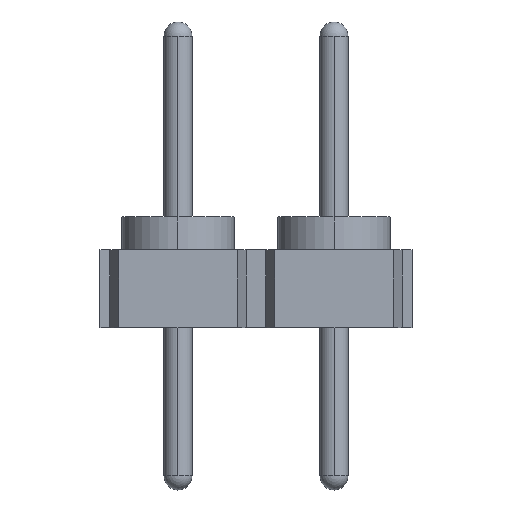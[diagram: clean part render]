
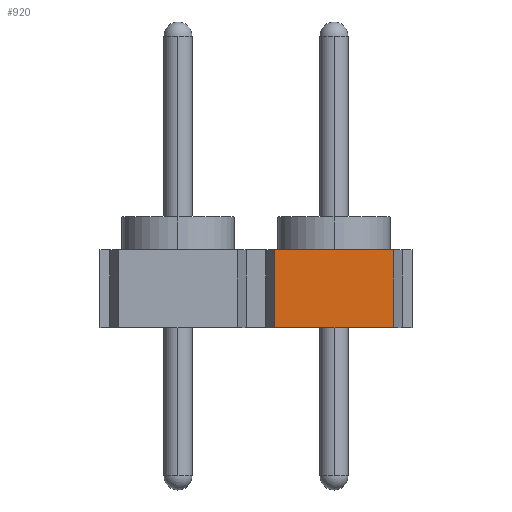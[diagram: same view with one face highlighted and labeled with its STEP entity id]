
A CAD part, top view. The second image highlights one B-rep face of the part: STEP entity #920.
In plain terms, the highlighted planar face has unit normal (0, 0, 1).
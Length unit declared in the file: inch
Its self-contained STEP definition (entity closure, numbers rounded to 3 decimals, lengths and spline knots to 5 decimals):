
#23 = FACE_OUTER_BOUND ( 'NONE', #674, .T. ) ;
#24 = VERTEX_POINT ( 'NONE', #378 ) ;
#52 = CARTESIAN_POINT ( 'NONE',  ( 0.17593, 0., 0. ) ) ;
#54 = EDGE_CURVE ( 'NONE', #24, #1049, #593, .T. ) ;
#230 = VECTOR ( 'NONE', #1091, 39.37008 ) ;
#320 = VECTOR ( 'NONE', #1116, 39.37008 ) ;
#334 = CARTESIAN_POINT ( 'NONE',  ( 0.1, -0.11, 0. ) ) ;
#378 = CARTESIAN_POINT ( 'NONE',  ( 0.17593, -0.05, 0. ) ) ;
#407 = PLANE ( 'NONE',  #1391 ) ;
#419 = CARTESIAN_POINT ( 'NONE',  ( 0., 0., 0. ) ) ;
#454 = VECTOR ( 'NONE', #831, 39.37008 ) ;
#593 = LINE ( 'NONE', #970, #230 ) ;
#623 = LINE ( 'NONE', #975, #320 ) ;
#674 = EDGE_LOOP ( 'NONE', ( #988, #1003, #1270, #1245 ) ) ;
#769 = EDGE_CURVE ( 'NONE', #1578, #24, #623, .T. ) ;
#831 = DIRECTION ( 'NONE',  ( 0., 1., 0. ) ) ;
#920 = ADVANCED_FACE ( 'NONE', ( #23 ), #407, .T. ) ;
#932 = EDGE_CURVE ( 'NONE', #1063, #1049, #1277, .T. ) ;
#970 = CARTESIAN_POINT ( 'NONE',  ( 0.17593, -0.05, 0. ) ) ;
#975 = CARTESIAN_POINT ( 'NONE',  ( 0., -0.05, 0. ) ) ;
#988 = ORIENTED_EDGE ( 'NONE', *, *, #1150, .F. ) ;
#1003 = ORIENTED_EDGE ( 'NONE', *, *, #769, .T. ) ;
#1049 = VERTEX_POINT ( 'NONE', #52 ) ;
#1063 = VERTEX_POINT ( 'NONE', #1071 ) ;
#1071 = CARTESIAN_POINT ( 'NONE',  ( 0.1, 0., 0. ) ) ;
#1091 = DIRECTION ( 'NONE',  ( 0., 1., 0. ) ) ;
#1116 = DIRECTION ( 'NONE',  ( 1., 0., 0. ) ) ;
#1150 = EDGE_CURVE ( 'NONE', #1578, #1063, #1571, .T. ) ;
#1154 = DIRECTION ( 'NONE',  ( 0., 0., 1. ) ) ;
#1165 = DIRECTION ( 'NONE',  ( 1., 0., 0. ) ) ;
#1245 = ORIENTED_EDGE ( 'NONE', *, *, #932, .F. ) ;
#1270 = ORIENTED_EDGE ( 'NONE', *, *, #54, .T. ) ;
#1277 = LINE ( 'NONE', #419, #1543 ) ;
#1391 = AXIS2_PLACEMENT_3D ( 'NONE', #1528, #1154, #1165 ) ;
#1430 = CARTESIAN_POINT ( 'NONE',  ( 0.1, -0.05, 0. ) ) ;
#1528 = CARTESIAN_POINT ( 'NONE',  ( 0., -0.05, 0. ) ) ;
#1534 = DIRECTION ( 'NONE',  ( 1., 0., 0. ) ) ;
#1543 = VECTOR ( 'NONE', #1534, 39.37008 ) ;
#1571 = LINE ( 'NONE', #334, #454 ) ;
#1578 = VERTEX_POINT ( 'NONE', #1430 ) ;
